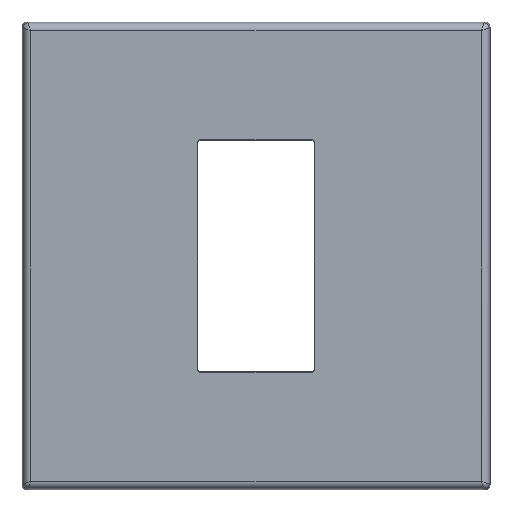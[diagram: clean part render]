
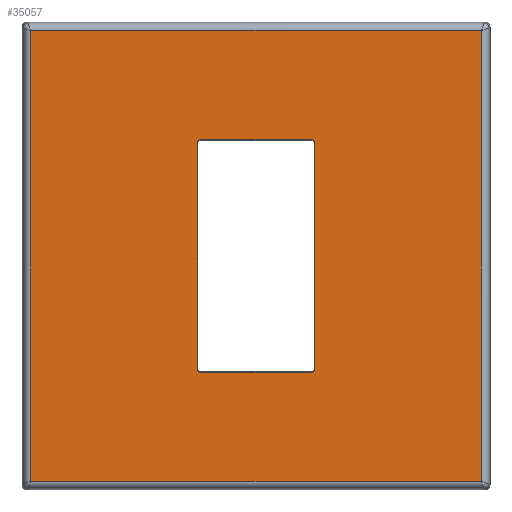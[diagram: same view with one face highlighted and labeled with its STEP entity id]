
A CAD part, top view. The second image highlights one B-rep face of the part: STEP entity #35057.
In plain terms, the highlighted planar face has unit normal (0, 0, 1).
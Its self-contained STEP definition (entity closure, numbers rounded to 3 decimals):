
#35011=AXIS2_PLACEMENT_3D('Plane Axis2P3D',#35008,#35009,#35010) ;
#34813=CARTESIAN_POINT('Line Origine',(11.512,0.,7.7)) ;
#34817=CARTESIAN_POINT('Vertex',(11.512,-22.312,7.7)) ;
#34819=CARTESIAN_POINT('Vertex',(11.512,22.312,7.7)) ;
#34845=CARTESIAN_POINT('Control Point',(11.014,-22.81,7.7)) ;
#34846=CARTESIAN_POINT('Control Point',(11.21,-22.81,7.7)) ;
#34847=CARTESIAN_POINT('Control Point',(11.409,-22.706,7.7)) ;
#34848=CARTESIAN_POINT('Control Point',(11.512,-22.508,7.7)) ;
#34849=CARTESIAN_POINT('Control Point',(11.512,-22.312,7.7)) ;
#34850=CARTESIAN_POINT('Vertex',(11.014,-22.81,7.7)) ;
#34870=CARTESIAN_POINT('Line Origine',(0.,-22.81,7.7)) ;
#34874=CARTESIAN_POINT('Vertex',(-11.014,-22.81,7.7)) ;
#34895=CARTESIAN_POINT('Control Point',(-11.512,-22.312,7.7)) ;
#34896=CARTESIAN_POINT('Control Point',(-11.512,-22.508,7.7)) ;
#34897=CARTESIAN_POINT('Control Point',(-11.409,-22.706,7.7)) ;
#34898=CARTESIAN_POINT('Control Point',(-11.21,-22.81,7.7)) ;
#34899=CARTESIAN_POINT('Control Point',(-11.014,-22.81,7.7)) ;
#34900=CARTESIAN_POINT('Vertex',(-11.512,-22.312,7.7)) ;
#34920=CARTESIAN_POINT('Line Origine',(-11.512,0.,7.7)) ;
#34924=CARTESIAN_POINT('Vertex',(-11.512,22.312,7.7)) ;
#34945=CARTESIAN_POINT('Control Point',(-11.014,22.81,7.7)) ;
#34946=CARTESIAN_POINT('Control Point',(-11.21,22.81,7.7)) ;
#34947=CARTESIAN_POINT('Control Point',(-11.409,22.706,7.7)) ;
#34948=CARTESIAN_POINT('Control Point',(-11.512,22.508,7.7)) ;
#34949=CARTESIAN_POINT('Control Point',(-11.512,22.312,7.7)) ;
#34950=CARTESIAN_POINT('Vertex',(-11.014,22.81,7.7)) ;
#34970=CARTESIAN_POINT('Line Origine',(0.,22.81,7.7)) ;
#34974=CARTESIAN_POINT('Vertex',(11.014,22.81,7.7)) ;
#34995=CARTESIAN_POINT('Control Point',(11.512,22.312,7.7)) ;
#34996=CARTESIAN_POINT('Control Point',(11.512,22.508,7.7)) ;
#34997=CARTESIAN_POINT('Control Point',(11.409,22.706,7.7)) ;
#34998=CARTESIAN_POINT('Control Point',(11.21,22.81,7.7)) ;
#34999=CARTESIAN_POINT('Control Point',(11.014,22.81,7.7)) ;
#35008=CARTESIAN_POINT('Axis2P3D Location',(0.,0.,7.7)) ;
#35013=CARTESIAN_POINT('Line Origine',(44.328,0.,7.7)) ;
#35017=CARTESIAN_POINT('Vertex',(44.328,44.328,7.7)) ;
#35019=CARTESIAN_POINT('Vertex',(44.328,-44.328,7.7)) ;
#35022=CARTESIAN_POINT('Line Origine',(0.,44.328,7.7)) ;
#35026=CARTESIAN_POINT('Vertex',(-44.328,44.328,7.7)) ;
#35029=CARTESIAN_POINT('Line Origine',(-44.328,0.,7.7)) ;
#35033=CARTESIAN_POINT('Vertex',(-44.328,-44.328,7.7)) ;
#35036=CARTESIAN_POINT('Line Origine',(0.,-44.328,7.7)) ;
#34814=DIRECTION('Vector Direction',(0.,1.,0.)) ;
#34871=DIRECTION('Vector Direction',(1.,0.,0.)) ;
#34921=DIRECTION('Vector Direction',(0.,-1.,0.)) ;
#34971=DIRECTION('Vector Direction',(-1.,0.,0.)) ;
#35009=DIRECTION('Axis2P3D Direction',(0.,0.,1.)) ;
#35010=DIRECTION('Axis2P3D XDirection',(1.,0.,0.)) ;
#35014=DIRECTION('Vector Direction',(0.,1.,0.)) ;
#35023=DIRECTION('Vector Direction',(1.,0.,0.)) ;
#35030=DIRECTION('Vector Direction',(0.,1.,0.)) ;
#35037=DIRECTION('Vector Direction',(1.,0.,0.)) ;
#34815=VECTOR('Line Direction',#34814,1.) ;
#34872=VECTOR('Line Direction',#34871,1.) ;
#34922=VECTOR('Line Direction',#34921,1.) ;
#34972=VECTOR('Line Direction',#34971,1.) ;
#35015=VECTOR('Line Direction',#35014,1.) ;
#35024=VECTOR('Line Direction',#35023,1.) ;
#35031=VECTOR('Line Direction',#35030,1.) ;
#35038=VECTOR('Line Direction',#35037,1.) ;
#35042=ORIENTED_EDGE('',*,*,#35021,.F.) ;
#35043=ORIENTED_EDGE('',*,*,#35028,.F.) ;
#35044=ORIENTED_EDGE('',*,*,#35035,.F.) ;
#35045=ORIENTED_EDGE('',*,*,#35040,.F.) ;
#35048=ORIENTED_EDGE('',*,*,#34821,.F.) ;
#35049=ORIENTED_EDGE('',*,*,#34852,.F.) ;
#35050=ORIENTED_EDGE('',*,*,#34876,.F.) ;
#35051=ORIENTED_EDGE('',*,*,#34902,.F.) ;
#35052=ORIENTED_EDGE('',*,*,#34926,.F.) ;
#35053=ORIENTED_EDGE('',*,*,#34952,.F.) ;
#35054=ORIENTED_EDGE('',*,*,#34976,.F.) ;
#35055=ORIENTED_EDGE('',*,*,#35000,.F.) ;
#35056=FACE_BOUND('',#35047,.T.) ;
#35057=ADVANCED_FACE('Body.4',(#35046,#35056),#35012,.T.) ;
#34844=B_SPLINE_CURVE_WITH_KNOTS('',4,(#34845,#34846,#34847,#34848,#34849),.UNSPECIFIED.,.F.,.U.,(5,5),(0.,1.107),.UNSPECIFIED.) ;
#34894=B_SPLINE_CURVE_WITH_KNOTS('',4,(#34895,#34896,#34897,#34898,#34899),.UNSPECIFIED.,.F.,.U.,(5,5),(0.,1.107),.UNSPECIFIED.) ;
#34944=B_SPLINE_CURVE_WITH_KNOTS('',4,(#34945,#34946,#34947,#34948,#34949),.UNSPECIFIED.,.F.,.U.,(5,5),(0.,1.107),.UNSPECIFIED.) ;
#34994=B_SPLINE_CURVE_WITH_KNOTS('',4,(#34995,#34996,#34997,#34998,#34999),.UNSPECIFIED.,.F.,.U.,(5,5),(0.,1.107),.UNSPECIFIED.) ;
#34821=EDGE_CURVE('',#34818,#34820,#34816,.T.) ;
#34852=EDGE_CURVE('',#34851,#34818,#34844,.T.) ;
#34876=EDGE_CURVE('',#34875,#34851,#34873,.T.) ;
#34902=EDGE_CURVE('',#34901,#34875,#34894,.T.) ;
#34926=EDGE_CURVE('',#34925,#34901,#34923,.T.) ;
#34952=EDGE_CURVE('',#34951,#34925,#34944,.T.) ;
#34976=EDGE_CURVE('',#34975,#34951,#34973,.T.) ;
#35000=EDGE_CURVE('',#34820,#34975,#34994,.T.) ;
#35021=EDGE_CURVE('',#35018,#35020,#35016,.F.) ;
#35028=EDGE_CURVE('',#35027,#35018,#35025,.T.) ;
#35035=EDGE_CURVE('',#35034,#35027,#35032,.T.) ;
#35040=EDGE_CURVE('',#35020,#35034,#35039,.F.) ;
#35041=EDGE_LOOP('',(#35042,#35043,#35044,#35045)) ;
#35047=EDGE_LOOP('',(#35048,#35049,#35050,#35051,#35052,#35053,#35054,#35055)) ;
#35046=FACE_OUTER_BOUND('',#35041,.T.) ;
#34816=LINE('Line',#34813,#34815) ;
#34873=LINE('Line',#34870,#34872) ;
#34923=LINE('Line',#34920,#34922) ;
#34973=LINE('Line',#34970,#34972) ;
#35016=LINE('Line',#35013,#35015) ;
#35025=LINE('Line',#35022,#35024) ;
#35032=LINE('Line',#35029,#35031) ;
#35039=LINE('Line',#35036,#35038) ;
#35012=PLANE('',#35011) ;
#34818=VERTEX_POINT('',#34817) ;
#34820=VERTEX_POINT('',#34819) ;
#34851=VERTEX_POINT('',#34850) ;
#34875=VERTEX_POINT('',#34874) ;
#34901=VERTEX_POINT('',#34900) ;
#34925=VERTEX_POINT('',#34924) ;
#34951=VERTEX_POINT('',#34950) ;
#34975=VERTEX_POINT('',#34974) ;
#35018=VERTEX_POINT('',#35017) ;
#35020=VERTEX_POINT('',#35019) ;
#35027=VERTEX_POINT('',#35026) ;
#35034=VERTEX_POINT('',#35033) ;
